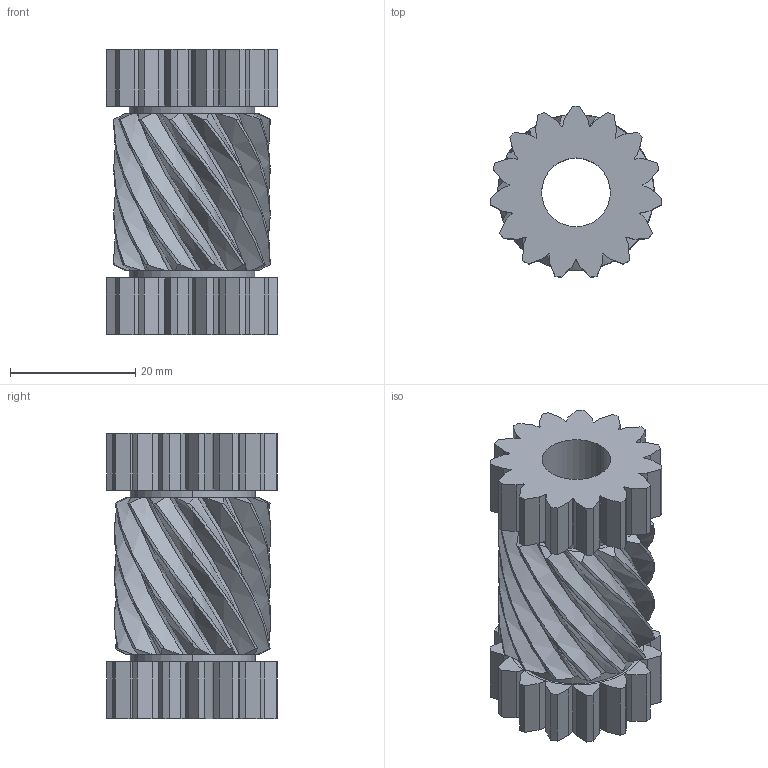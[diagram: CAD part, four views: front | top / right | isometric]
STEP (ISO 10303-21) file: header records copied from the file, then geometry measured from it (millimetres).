
FILE_DESCRIPTION (( 'STEP AP203' ), '1' );
FILE_NAME ('2158103139_A_Défaut_sldprt.STEP', '2023-01-20T01:24:40', ( '' ), ( '' ), 'SwSTEP 2.0', 'SolidWorks 2022', '' );
FILE_SCHEMA (( 'CONFIG_CONTROL_DESIGN' ));
Length unit declared in the file: millimetre
Products named in the file (1): 2158103139_A_Défaut_sldprt
Bounding box: 27.46 x 27.31 x 45.6 mm (x, y, z)
Volume: 15336.7 mm3; surface area: 8254.5 mm2
Topology: 1 solids, 1 shells, 344 faces, 954 edges, 616 vertices
Faces by surface type: plane 171, cylinder 101, bspline 42, cone 30
Entity records: 16339 total; most frequent: CARTESIAN_POINT 7929, ORIENTED_EDGE 1908, DIRECTION 1592, EDGE_CURVE 954, VERTEX_POINT 616, LINE 538, VECTOR 538, AXIS2_PLACEMENT_3D 527
